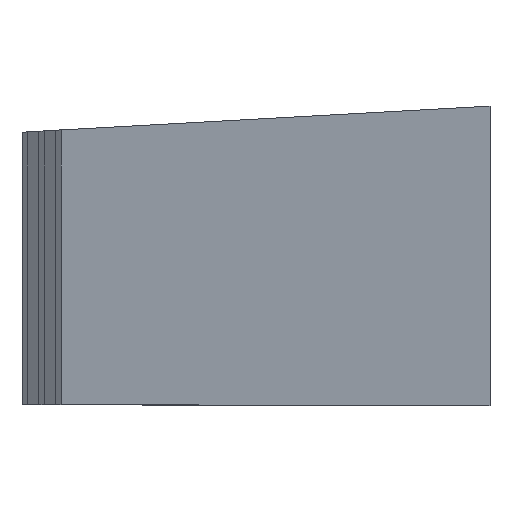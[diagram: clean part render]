
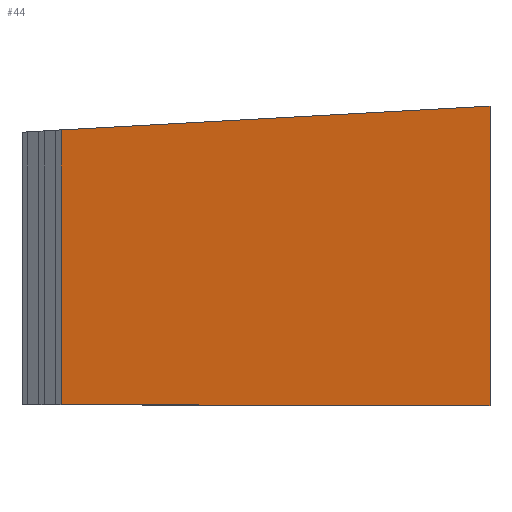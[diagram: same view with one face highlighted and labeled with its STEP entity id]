
A CAD part, top view. The second image highlights one B-rep face of the part: STEP entity #44.
In plain terms, the highlighted planar face has unit normal (0.851, 0, 0.526).
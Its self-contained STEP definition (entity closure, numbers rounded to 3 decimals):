
#44 = ADVANCED_FACE('',(#45),#59,.T.);
#45 = FACE_BOUND('',#46,.T.);
#46 = EDGE_LOOP('',(#47,#80,#106,#132));
#47 = ORIENTED_EDGE('',*,*,#48,.F.);
#48 = EDGE_CURVE('',#49,#51,#53,.T.);
#49 = VERTEX_POINT('',#50);
#50 = CARTESIAN_POINT('',(12634.907,641.934,
    2940.044));
#51 = VERTEX_POINT('',#52);
#52 = CARTESIAN_POINT('',(12634.907,0.,2940.044));
#53 = SURFACE_CURVE('',#54,(#58,#69),.PCURVE_S1.);
#54 = LINE('',#55,#56);
#55 = CARTESIAN_POINT('',(12634.907,-23.12,
    2940.044));
#56 = VECTOR('',#57,1.);
#57 = DIRECTION('',(0.,-1.,0.));
#58 = PCURVE('',#59,#64);
#59 = PLANE('',#60);
#60 = AXIS2_PLACEMENT_3D('',#61,#62,#63);
#61 = CARTESIAN_POINT('',(10457.485,0.,6463.149));
#62 = DIRECTION('',(0.851,0.,0.526));
#63 = DIRECTION('',(0.,-1.,0.));
#64 = DEFINITIONAL_REPRESENTATION('',(#65),#68);
#65 = B_SPLINE_CURVE_WITH_KNOTS('',1,(#66,#67),.UNSPECIFIED.,.F.,.F.,(2,
    2),(-782.593,618.651),.PIECEWISE_BEZIER_KNOTS.);
#66 = CARTESIAN_POINT('',(-759.473,4141.67));
#67 = CARTESIAN_POINT('',(641.77,4141.67));
#68 = ( GEOMETRIC_REPRESENTATION_CONTEXT(2) 
PARAMETRIC_REPRESENTATION_CONTEXT() REPRESENTATION_CONTEXT('2D SPACE',''
  ) );
#69 = PCURVE('',#70,#75);
#70 = PLANE('',#71);
#71 = AXIS2_PLACEMENT_3D('',#72,#73,#74);
#72 = CARTESIAN_POINT('',(-9676.723,-46.239,
    -7918.92));
#73 = DIRECTION('',(0.438,0.,-0.899));
#74 = DIRECTION('',(0.,-1.,0.));
#75 = DEFINITIONAL_REPRESENTATION('',(#76),#79);
#76 = B_SPLINE_CURVE_WITH_KNOTS('',1,(#77,#78),.UNSPECIFIED.,.F.,.F.,(2,
    2),(-782.593,618.651),.PIECEWISE_BEZIER_KNOTS.);
#77 = CARTESIAN_POINT('',(-805.712,-24813.826));
#78 = CARTESIAN_POINT('',(595.531,-24813.826));
#79 = ( GEOMETRIC_REPRESENTATION_CONTEXT(2) 
PARAMETRIC_REPRESENTATION_CONTEXT() REPRESENTATION_CONTEXT('2D SPACE',''
  ) );
#80 = ORIENTED_EDGE('',*,*,#81,.T.);
#81 = EDGE_CURVE('',#49,#82,#84,.T.);
#82 = VERTEX_POINT('',#83);
#83 = CARTESIAN_POINT('',(11716.172,588.423,
    4426.573));
#84 = SURFACE_CURVE('',#85,(#89,#95),.PCURVE_S1.);
#85 = LINE('',#86,#87);
#86 = CARTESIAN_POINT('',(10449.201,514.631,
    6476.554));
#87 = VECTOR('',#88,1.);
#88 = DIRECTION('',(-0.525,-0.031,0.85));
#89 = PCURVE('',#59,#90);
#90 = DEFINITIONAL_REPRESENTATION('',(#91),#94);
#91 = B_SPLINE_CURVE_WITH_KNOTS('',1,(#92,#93),.UNSPECIFIED.,.F.,.F.,(2,
    2),(-12005640.162,12005608.631),
  .PIECEWISE_BEZIER_KNOTS.);
#92 = CARTESIAN_POINT('',(-367961.92,12000000.));
#93 = CARTESIAN_POINT('',(366931.694,-12000000.));
#94 = ( GEOMETRIC_REPRESENTATION_CONTEXT(2) 
PARAMETRIC_REPRESENTATION_CONTEXT() REPRESENTATION_CONTEXT('2D SPACE',''
  ) );
#95 = PCURVE('',#96,#101);
#96 = PLANE('',#97);
#97 = AXIS2_PLACEMENT_3D('',#98,#99,#100);
#98 = CARTESIAN_POINT('',(5.454,-93.648,0.));
#99 = DIRECTION('',(0.058,-0.998,0.));
#100 = DIRECTION('',(0.,0.,-1.));
#101 = DEFINITIONAL_REPRESENTATION('',(#102),#105);
#102 = B_SPLINE_CURVE_WITH_KNOTS('',1,(#103,#104),.UNSPECIFIED.,.F.,.F.,
  (2,2),(-12005640.162,12005608.631),
  .PIECEWISE_BEZIER_KNOTS.);
#103 = CARTESIAN_POINT('',(10201316.83,6329982.783));
#104 = CARTESIAN_POINT('',(-10214243.129,-6309043.295));
#105 = ( GEOMETRIC_REPRESENTATION_CONTEXT(2) 
PARAMETRIC_REPRESENTATION_CONTEXT() REPRESENTATION_CONTEXT('2D SPACE',''
  ) );
#106 = ORIENTED_EDGE('',*,*,#107,.T.);
#107 = EDGE_CURVE('',#82,#108,#110,.T.);
#108 = VERTEX_POINT('',#109);
#109 = CARTESIAN_POINT('',(11716.172,0.,4426.573));
#110 = SURFACE_CURVE('',#111,(#115,#121),.PCURVE_S1.);
#111 = LINE('',#112,#113);
#112 = CARTESIAN_POINT('',(11716.172,-10.098,
    4426.573));
#113 = VECTOR('',#114,1.);
#114 = DIRECTION('',(0.,-1.,0.));
#115 = PCURVE('',#59,#116);
#116 = DEFINITIONAL_REPRESENTATION('',(#117),#120);
#117 = B_SPLINE_CURVE_WITH_KNOTS('',1,(#118,#119),.UNSPECIFIED.,.F.,.F.,
  (2,2),(-769.571,631.672),.PIECEWISE_BEZIER_KNOTS.);
#118 = CARTESIAN_POINT('',(-759.473,2394.146));
#119 = CARTESIAN_POINT('',(641.77,2394.146));
#120 = ( GEOMETRIC_REPRESENTATION_CONTEXT(2) 
PARAMETRIC_REPRESENTATION_CONTEXT() REPRESENTATION_CONTEXT('2D SPACE',''
  ) );
#121 = PCURVE('',#122,#127);
#122 = PLANE('',#123);
#123 = AXIS2_PLACEMENT_3D('',#124,#125,#126);
#124 = CARTESIAN_POINT('',(-6932.039,-20.197,
    -9874.187));
#125 = DIRECTION('',(0.609,0.,-0.794));
#126 = DIRECTION('',(0.,-1.,0.));
#127 = DEFINITIONAL_REPRESENTATION('',(#128),#131);
#128 = B_SPLINE_CURVE_WITH_KNOTS('',1,(#129,#130),.UNSPECIFIED.,.F.,.F.,
  (2,2),(-769.571,631.672),.PIECEWISE_BEZIER_KNOTS.);
#129 = CARTESIAN_POINT('',(-779.67,-23500.372));
#130 = CARTESIAN_POINT('',(621.574,-23500.372));
#131 = ( GEOMETRIC_REPRESENTATION_CONTEXT(2) 
PARAMETRIC_REPRESENTATION_CONTEXT() REPRESENTATION_CONTEXT('2D SPACE',''
  ) );
#132 = ORIENTED_EDGE('',*,*,#133,.T.);
#133 = EDGE_CURVE('',#108,#51,#134,.T.);
#134 = SURFACE_CURVE('',#135,(#139,#145),.PCURVE_S1.);
#135 = LINE('',#136,#137);
#136 = CARTESIAN_POINT('',(12134.544,0.,3749.64));
#137 = VECTOR('',#138,1.);
#138 = DIRECTION('',(0.526,0.,-0.851));
#139 = PCURVE('',#59,#140);
#140 = DEFINITIONAL_REPRESENTATION('',(#141),#144);
#141 = B_SPLINE_CURVE_WITH_KNOTS('',1,(#142,#143),.UNSPECIFIED.,.F.,.F.,
  (2,2),(-970.537,1126.492),.PIECEWISE_BEZIER_KNOTS.);
#142 = CARTESIAN_POINT('',(0.,2219.394));
#143 = CARTESIAN_POINT('',(0.,4316.423));
#144 = ( GEOMETRIC_REPRESENTATION_CONTEXT(2) 
PARAMETRIC_REPRESENTATION_CONTEXT() REPRESENTATION_CONTEXT('2D SPACE',''
  ) );
#145 = PCURVE('',#146,#151);
#146 = PLANE('',#147);
#147 = AXIS2_PLACEMENT_3D('',#148,#149,#150);
#148 = CARTESIAN_POINT('',(0.,0.,-7500.));
#149 = DIRECTION('',(0.,-1.,-0.));
#150 = DIRECTION('',(1.,0.,0.));
#151 = DEFINITIONAL_REPRESENTATION('',(#152),#155);
#152 = B_SPLINE_CURVE_WITH_KNOTS('',1,(#153,#154),.UNSPECIFIED.,.F.,.F.,
  (2,2),(-970.537,1126.492),.PIECEWISE_BEZIER_KNOTS.);
#153 = CARTESIAN_POINT('',(11624.299,12075.226));
#154 = CARTESIAN_POINT('',(12726.78,10291.392));
#155 = ( GEOMETRIC_REPRESENTATION_CONTEXT(2) 
PARAMETRIC_REPRESENTATION_CONTEXT() REPRESENTATION_CONTEXT('2D SPACE',''
  ) );
